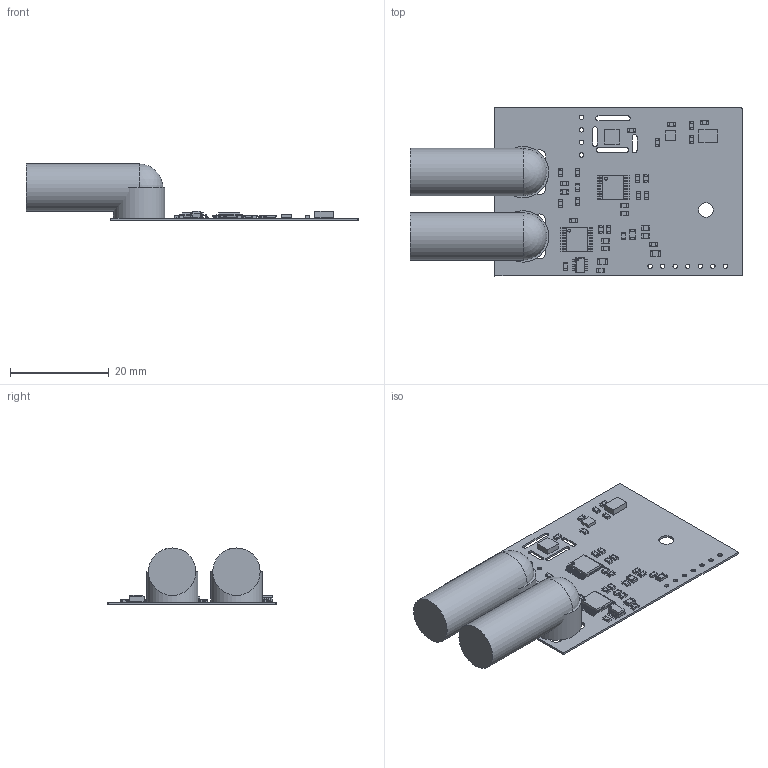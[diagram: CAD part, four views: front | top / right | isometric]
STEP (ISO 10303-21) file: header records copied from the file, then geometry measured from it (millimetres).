
FILE_DESCRIPTION(('Open CASCADE Model'),'2;1');
FILE_NAME('Open CASCADE Shape Model','2018-02-13T20:40:55',('Author'),( 'Open CASCADE'),'Open CASCADE STEP processor 6.8','Open CASCADE 6.8' ,'Unknown');
FILE_SCHEMA(('AUTOMOTIVE_DESIGN { 1 0 10303 214 1 1 1 1 }'));
Length unit declared in the file: millimetre
Products named in the file (61): PCB; Board; C1; User_Library-CR2012-0805; C2; User_Library-TNPW0603; C3; C4; C5; C6; C7; C8; C9; C10; C11; C12; C14; C15; C16; C20; C18; C19; K-Type; 87982624; Cylinder; 87982496; Sphere; 87982368; L1; L2; PH; R1; R2; R3; R4; R5; R6; U1; User_Library-SOT-23-6-1; User_Library-SOT-23-6-1_body_sot23-6_1 ...
Assembly tree (100 placements, depth 4):
  PCB
    Board
    C1
      User_Library-CR2012-0805
    C2
      User_Library-TNPW0603
    C3
      User_Library-TNPW0603
    C4
      User_Library-CR2012-0805
    C5
      User_Library-TNPW0603
    C6
      User_Library-TNPW0603
    C7
      User_Library-TNPW0603
    C8
      User_Library-TNPW0603
    C9
      User_Library-TNPW0603
    C10
      User_Library-TNPW0603
    C11
      User_Library-TNPW0603
    C12
      User_Library-TNPW0603
    C14
      User_Library-TNPW0603
    C15
      User_Library-TNPW0603
    C16
      User_Library-TNPW0603
    C20
      User_Library-TNPW0603
    C18
      User_Library-TNPW0603
    C19
      User_Library-CR2012-0805
    K-Type
      87982624
        Cylinder
      87982496
        Sphere
      87982368
        Cylinder
    L1
      User_Library-TNPW0603
    L2
      User_Library-TNPW0603
    PH
      87982624
        Cylinder
      87982496
        Sphere
      87982368
        Cylinder
    R1
      User_Library-TNPW0603
    R2
      User_Library-TNPW0603
Bounding box: 67.2 x 34.1 x 11.36 mm (x, y, z)
Volume: 6053.8 mm3; surface area: 6847.8 mm2
Topology: 62 solids, 62 shells, 1748 faces, 4785 edges, 3157 vertices
Faces by surface type: plane 1548, cylinder 196, sphere 2, bspline 2
Full cylindrical faces by diameter (mm): 0.9 x11, 1.5 x2, 2.5 x8, 3 x1, 9.6 x2, 10.4 x2
Entity records: 16455 total; most frequent: DIRECTION 2351, CARTESIAN_POINT 2342, ORIENTED_EDGE 2180, EDGE_CURVE 1089, LINE 869, VECTOR 869, AXIS2_PLACEMENT_3D 741, VERTEX_POINT 700
